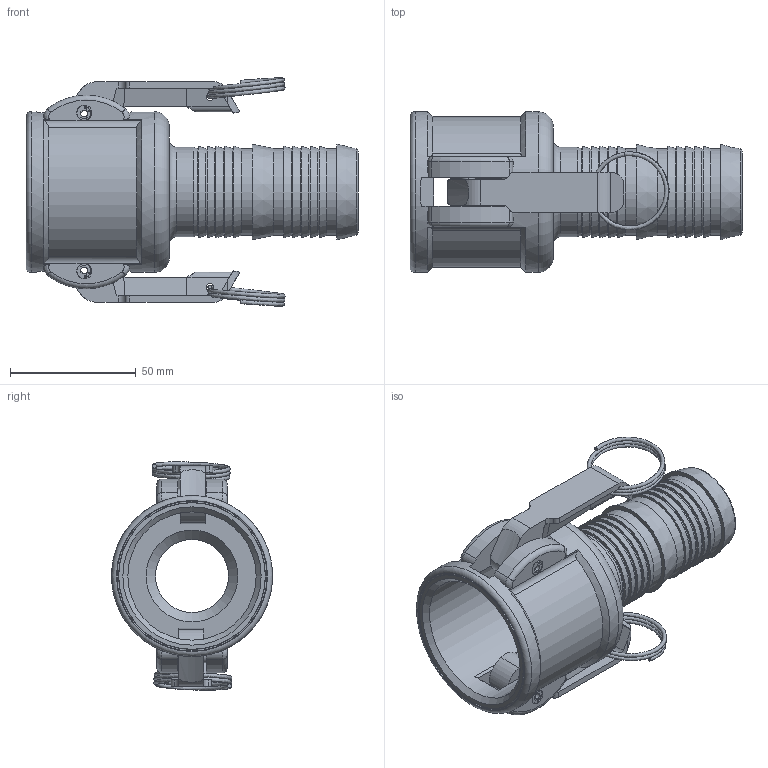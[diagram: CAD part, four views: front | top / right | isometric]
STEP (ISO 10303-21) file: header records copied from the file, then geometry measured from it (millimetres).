
FILE_DESCRIPTION(/* description */ (''),/* implementation_level */ '2;1');
FILE_NAME(/* name */ 'mst_35_n.stp',/* time_stamp */ '2020-04-15T13:55:16+02:00',/* author */ ('meier'),/* organization */ (''),/* preprocessor_version */ 'ST-DEVELOPER v17',/* originating_system */ 'Autodesk Inventor 2018',/* authorisation */ '0 mm^3');
FILE_SCHEMA (('AUTOMOTIVE_DESIGN { 1 0 10303 214 3 1 1 }'));
Length unit declared in the file: millimetre
Products named in the file (1): LUE_00025855_Shrinkwrap_1
Bounding box: 132 x 64 x 90.8 mm (x, y, z)
Volume: 113099.1 mm3; surface area: 57426.7 mm2
Topology: 1 solids, 1 shells, 268 faces, 773 edges, 513 vertices
Faces by surface type: plane 107, cylinder 106, cone 30, bspline 16, torus 9
Full cylindrical faces by diameter (mm): 6 x4, 29 x1, 34.5 x12, 35.5 x1, 36.5 x1, 51 x1, 53.5 x1, 54 x1, 64 x2
Entity records: 11696 total; most frequent: CARTESIAN_POINT 4202, ORIENTED_EDGE 1546, DIRECTION 1505, EDGE_CURVE 773, AXIS2_PLACEMENT_3D 591, VERTEX_POINT 513, LINE 323, VECTOR 323
